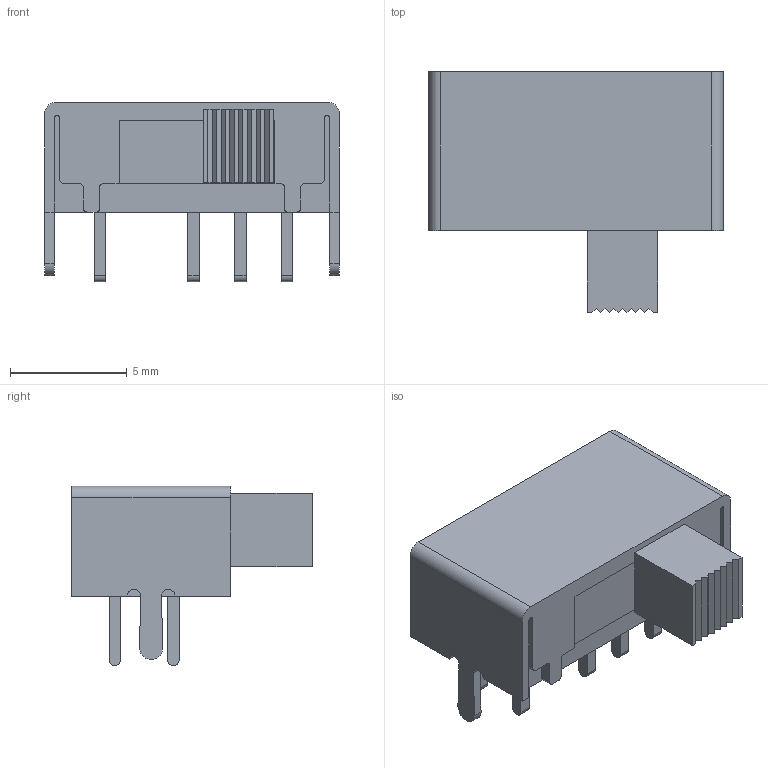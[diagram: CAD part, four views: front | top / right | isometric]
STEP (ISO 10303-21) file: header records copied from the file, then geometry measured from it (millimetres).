
FILE_DESCRIPTION(/* description */ (''),/* implementation_level */ '2;1');
FILE_NAME(/* name */ 'EG2315.step',/* time_stamp */ '2021-01-25T12:34:24+01:00',/* author */ (''),/* organization */ (''),/* preprocessor_version */ 'ST-DEVELOPER v18.1',/* originating_system */ 'Autodesk Translation Framework v9.7.1.1290',/* authorisation */ '');
FILE_SCHEMA (('AUTOMOTIVE_DESIGN { 1 0 10303 214 3 1 1 }'));
Length unit declared in the file: millimetre
Products named in the file (1): EG2315
Bounding box: 12.6 x 10.3 x 7.68 mm (x, y, z)
Volume: 424.1 mm3; surface area: 492 mm2
Topology: 1 solids, 1 shells, 141 faces, 387 edges, 256 vertices
Faces by surface type: plane 101, cylinder 40
Entity records: 4539 total; most frequent: CARTESIAN_POINT 785, ORIENTED_EDGE 774, DIRECTION 755, EDGE_CURVE 387, LINE 303, VECTOR 303, VERTEX_POINT 256, AXIS2_PLACEMENT_3D 226
